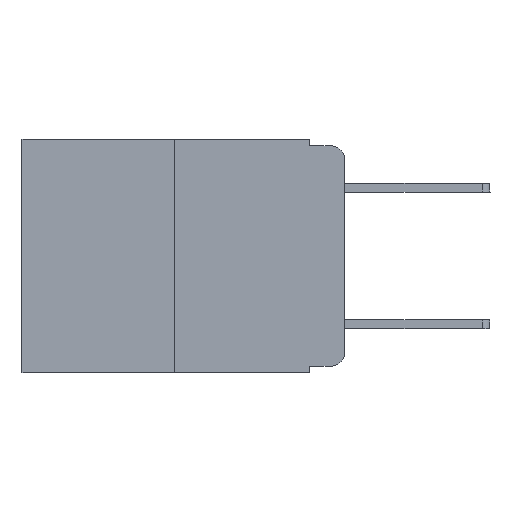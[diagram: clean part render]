
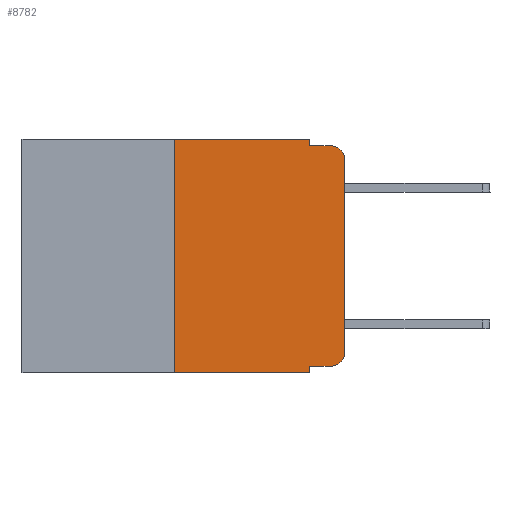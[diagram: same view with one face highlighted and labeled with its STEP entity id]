
A CAD part, left-side view. The second image highlights one B-rep face of the part: STEP entity #8782.
In plain terms, the highlighted planar face has unit normal (-1, 0, 0).
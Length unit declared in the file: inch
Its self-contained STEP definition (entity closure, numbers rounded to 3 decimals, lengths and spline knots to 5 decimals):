
#81 = LINE ( 'NONE', #12874, #5300 ) ;
#156 = DIRECTION ( 'NONE',  ( 0., 0., 1. ) ) ;
#213 = ORIENTED_EDGE ( 'NONE', *, *, #12765, .T. ) ;
#326 = EDGE_CURVE ( 'NONE', #15875, #4197, #12652, .T. ) ;
#337 = VECTOR ( 'NONE', #156, 39.37008 ) ;
#814 = CARTESIAN_POINT ( 'NONE',  ( 0., 0.02, -0.01 ) ) ;
#1343 = ORIENTED_EDGE ( 'NONE', *, *, #2359, .F. ) ;
#1601 = LINE ( 'NONE', #8632, #14830 ) ;
#1632 = ORIENTED_EDGE ( 'NONE', *, *, #2918, .F. ) ;
#1699 = CARTESIAN_POINT ( 'NONE',  ( 0., 0.051, -0.343 ) ) ;
#2359 = EDGE_CURVE ( 'NONE', #16139, #8649, #81, .T. ) ;
#2805 = CARTESIAN_POINT ( 'NONE',  ( 0., 0.473, 0. ) ) ;
#2827 = VERTEX_POINT ( 'NONE', #3008 ) ;
#2913 = LINE ( 'NONE', #5822, #12770 ) ;
#2918 = EDGE_CURVE ( 'NONE', #13891, #7521, #2913, .T. ) ;
#3008 = CARTESIAN_POINT ( 'NONE',  ( 0., 0., -0.03 ) ) ;
#3163 = CARTESIAN_POINT ( 'NONE',  ( 0., 0.25, 0. ) ) ;
#3229 = DIRECTION ( 'NONE',  ( 0., 0., -1. ) ) ;
#3366 = EDGE_CURVE ( 'NONE', #15082, #2827, #13538, .T. ) ;
#3510 = DIRECTION ( 'NONE',  ( 0., 0., -1. ) ) ;
#3843 = EDGE_CURVE ( 'NONE', #7521, #16139, #14675, .T. ) ;
#4197 = VERTEX_POINT ( 'NONE', #1699 ) ;
#4340 = VECTOR ( 'NONE', #12753, 39.37008 ) ;
#4422 = CARTESIAN_POINT ( 'NONE',  ( 0., 0.02, -0.03 ) ) ;
#4575 = ORIENTED_EDGE ( 'NONE', *, *, #3366, .T. ) ;
#4587 = AXIS2_PLACEMENT_3D ( 'NONE', #4422, #10134, #16134 ) ;
#4651 = CARTESIAN_POINT ( 'NONE',  ( 0., 0.25, -0.343 ) ) ;
#5300 = VECTOR ( 'NONE', #5572, 39.37008 ) ;
#5572 = DIRECTION ( 'NONE',  ( 0., -1., 0. ) ) ;
#5599 = DIRECTION ( 'NONE',  ( 0., -1., 0. ) ) ;
#5822 = CARTESIAN_POINT ( 'NONE',  ( 0., 0.473, 0. ) ) ;
#6056 = EDGE_CURVE ( 'NONE', #15875, #6163, #18358, .T. ) ;
#6119 = DIRECTION ( 'NONE',  ( -1., 0., 0. ) ) ;
#6142 = DIRECTION ( 'NONE',  ( 0., 0., 1. ) ) ;
#6163 = VERTEX_POINT ( 'NONE', #13094 ) ;
#6816 = EDGE_CURVE ( 'NONE', #6163, #15082, #16510, .T. ) ;
#7036 = DIRECTION ( 'NONE',  ( 0., -1., 0. ) ) ;
#7149 = VECTOR ( 'NONE', #6142, 39.37008 ) ;
#7290 = ORIENTED_EDGE ( 'NONE', *, *, #6056, .T. ) ;
#7312 = LINE ( 'NONE', #13035, #337 ) ;
#7511 = EDGE_LOOP ( 'NONE', ( #4575, #15043, #1343, #11560, #1632, #16393, #213, #12720, #7290, #10866 ) ) ;
#7521 = VERTEX_POINT ( 'NONE', #12919 ) ;
#8383 = VECTOR ( 'NONE', #3229, 39.37008 ) ;
#8400 = CARTESIAN_POINT ( 'NONE',  ( 0., 0.051, -0.333 ) ) ;
#8632 = CARTESIAN_POINT ( 'NONE',  ( 0., 0.473, -0.343 ) ) ;
#8649 = VERTEX_POINT ( 'NONE', #814 ) ;
#8782 = ADVANCED_FACE ( 'NONE', ( #18499 ), #13024, .F. ) ;
#9212 = CARTESIAN_POINT ( 'NONE',  ( 0., 0.051, -0.01 ) ) ;
#9772 = DIRECTION ( 'NONE',  ( 0., -1., 0. ) ) ;
#10134 = DIRECTION ( 'NONE',  ( -1., 0., 0. ) ) ;
#10221 = DIRECTION ( 'NONE',  ( 0., 0., -1. ) ) ;
#10422 = EDGE_CURVE ( 'NONE', #2827, #8649, #16565, .T. ) ;
#10490 = EDGE_CURVE ( 'NONE', #16116, #13891, #7312, .T. ) ;
#10866 = ORIENTED_EDGE ( 'NONE', *, *, #6816, .T. ) ;
#11346 = CARTESIAN_POINT ( 'NONE',  ( 0., 0.051, -0.333 ) ) ;
#11374 = DIRECTION ( 'NONE',  ( 1., 0., 0. ) ) ;
#11417 = VECTOR ( 'NONE', #5599, 39.37008 ) ;
#11560 = ORIENTED_EDGE ( 'NONE', *, *, #3843, .F. ) ;
#11939 = CARTESIAN_POINT ( 'NONE',  ( 0., 0., -0.313 ) ) ;
#12561 = CARTESIAN_POINT ( 'NONE',  ( 0., 0.051, 0. ) ) ;
#12652 = LINE ( 'NONE', #12561, #4340 ) ;
#12720 = ORIENTED_EDGE ( 'NONE', *, *, #326, .F. ) ;
#12753 = DIRECTION ( 'NONE',  ( 0., 0., -1. ) ) ;
#12765 = EDGE_CURVE ( 'NONE', #16116, #4197, #1601, .T. ) ;
#12770 = VECTOR ( 'NONE', #7036, 39.37008 ) ;
#12874 = CARTESIAN_POINT ( 'NONE',  ( 0., 0.051, -0.01 ) ) ;
#12919 = CARTESIAN_POINT ( 'NONE',  ( 0., 0.051, 0. ) ) ;
#13024 = PLANE ( 'NONE',  #17153 ) ;
#13035 = CARTESIAN_POINT ( 'NONE',  ( 0., 0.25, 0. ) ) ;
#13094 = CARTESIAN_POINT ( 'NONE',  ( 0., 0.02, -0.333 ) ) ;
#13208 = AXIS2_PLACEMENT_3D ( 'NONE', #16259, #6119, #3510 ) ;
#13449 = CARTESIAN_POINT ( 'NONE',  ( 0., 0., 0. ) ) ;
#13538 = LINE ( 'NONE', #13449, #7149 ) ;
#13891 = VERTEX_POINT ( 'NONE', #3163 ) ;
#14675 = LINE ( 'NONE', #17941, #8383 ) ;
#14830 = VECTOR ( 'NONE', #9772, 39.37008 ) ;
#15043 = ORIENTED_EDGE ( 'NONE', *, *, #10422, .T. ) ;
#15082 = VERTEX_POINT ( 'NONE', #11939 ) ;
#15875 = VERTEX_POINT ( 'NONE', #8400 ) ;
#16116 = VERTEX_POINT ( 'NONE', #4651 ) ;
#16134 = DIRECTION ( 'NONE',  ( 0., 0., -1. ) ) ;
#16139 = VERTEX_POINT ( 'NONE', #9212 ) ;
#16259 = CARTESIAN_POINT ( 'NONE',  ( 0., 0.02, -0.313 ) ) ;
#16393 = ORIENTED_EDGE ( 'NONE', *, *, #10490, .F. ) ;
#16510 = CIRCLE ( 'NONE', #13208, 0.02 ) ;
#16565 = CIRCLE ( 'NONE', #4587, 0.02 ) ;
#17153 = AXIS2_PLACEMENT_3D ( 'NONE', #2805, #11374, #10221 ) ;
#17941 = CARTESIAN_POINT ( 'NONE',  ( 0., 0.051, 0. ) ) ;
#18358 = LINE ( 'NONE', #11346, #11417 ) ;
#18499 = FACE_OUTER_BOUND ( 'NONE', #7511, .T. ) ;
